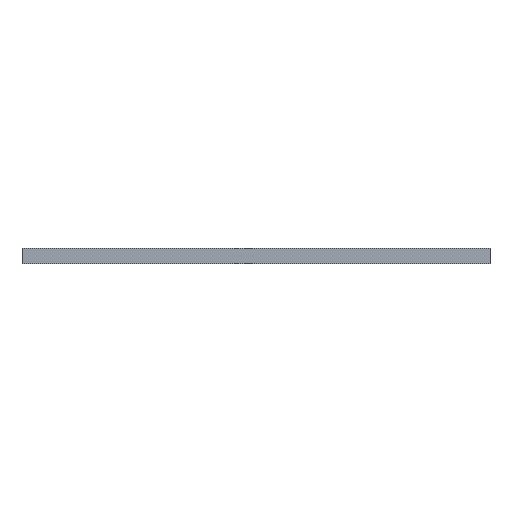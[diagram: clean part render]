
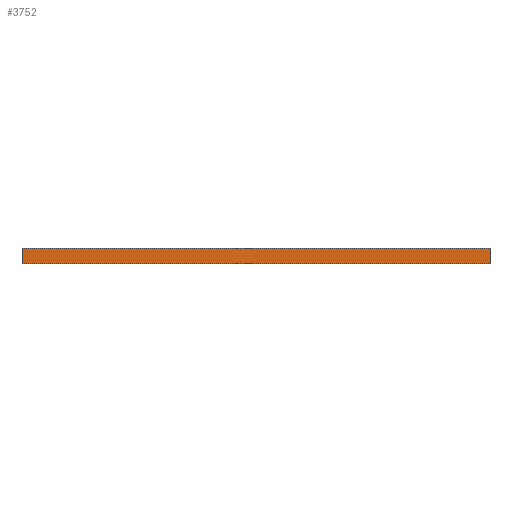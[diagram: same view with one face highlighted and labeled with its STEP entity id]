
A CAD part, left-side view. The second image highlights one B-rep face of the part: STEP entity #3752.
In plain terms, the highlighted planar face has unit normal (-1, 0, 0).
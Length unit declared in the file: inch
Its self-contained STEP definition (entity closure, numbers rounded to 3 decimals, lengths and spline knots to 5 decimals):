
#279 = CARTESIAN_POINT ( 'NONE',  ( -0.88583, 0.16716, -0.02953 ) ) ;
#397 = DIRECTION ( 'NONE',  ( 0., 0., 1. ) ) ;
#629 = VECTOR ( 'NONE', #1946, 39.37008 ) ;
#711 = CARTESIAN_POINT ( 'NONE',  ( -0.88583, 1.05298, 0. ) ) ;
#879 = VECTOR ( 'NONE', #397, 39.37008 ) ;
#1066 = LINE ( 'NONE', #1276, #629 ) ;
#1115 = VECTOR ( 'NONE', #3364, 39.37008 ) ;
#1276 = CARTESIAN_POINT ( 'NONE',  ( -0.88583, 1.05298, 0.02953 ) ) ;
#1390 = DIRECTION ( 'NONE',  ( -1., 0., 0. ) ) ;
#1579 = CARTESIAN_POINT ( 'NONE',  ( -0.88583, 1.05298, 0.02953 ) ) ;
#1623 = VERTEX_POINT ( 'NONE', #2882 ) ;
#1762 = VERTEX_POINT ( 'NONE', #1579 ) ;
#1777 = PLANE ( 'NONE',  #2643 ) ;
#1781 = ORIENTED_EDGE ( 'NONE', *, *, #3687, .F. ) ;
#1826 = ORIENTED_EDGE ( 'NONE', *, *, #2352, .T. ) ;
#1946 = DIRECTION ( 'NONE',  ( 0., 1., 0. ) ) ;
#2022 = VECTOR ( 'NONE', #4439, 39.37008 ) ;
#2087 = CARTESIAN_POINT ( 'NONE',  ( -0.88583, -0.71867, -0.02953 ) ) ;
#2104 = EDGE_CURVE ( 'NONE', #2580, #1762, #1066, .T. ) ;
#2124 = ORIENTED_EDGE ( 'NONE', *, *, #2104, .T. ) ;
#2143 = CARTESIAN_POINT ( 'NONE',  ( -0.88583, -0.71867, 0.02953 ) ) ;
#2352 = EDGE_CURVE ( 'NONE', #1762, #1623, #3169, .T. ) ;
#2365 = ORIENTED_EDGE ( 'NONE', *, *, #3015, .T. ) ;
#2378 = VERTEX_POINT ( 'NONE', #2087 ) ;
#2580 = VERTEX_POINT ( 'NONE', #2143 ) ;
#2643 = AXIS2_PLACEMENT_3D ( 'NONE', #711, #1390, #4217 ) ;
#2729 = LINE ( 'NONE', #279, #2022 ) ;
#2769 = CARTESIAN_POINT ( 'NONE',  ( -0.88583, -0.71867, 0. ) ) ;
#2882 = CARTESIAN_POINT ( 'NONE',  ( -0.88583, 1.05298, -0.02953 ) ) ;
#3015 = EDGE_CURVE ( 'NONE', #2378, #2580, #4032, .T. ) ;
#3051 = EDGE_LOOP ( 'NONE', ( #2124, #1826, #1781, #2365 ) ) ;
#3169 = LINE ( 'NONE', #3699, #1115 ) ;
#3364 = DIRECTION ( 'NONE',  ( 0., 0., -1. ) ) ;
#3567 = FACE_OUTER_BOUND ( 'NONE', #3051, .T. ) ;
#3687 = EDGE_CURVE ( 'NONE', #2378, #1623, #2729, .T. ) ;
#3699 = CARTESIAN_POINT ( 'NONE',  ( -0.88583, 1.05298, 0. ) ) ;
#3752 = ADVANCED_FACE ( 'NONE', ( #3567 ), #1777, .T. ) ;
#4032 = LINE ( 'NONE', #2769, #879 ) ;
#4217 = DIRECTION ( 'NONE',  ( 0., -1., 0. ) ) ;
#4439 = DIRECTION ( 'NONE',  ( 0., 1., 0. ) ) ;
